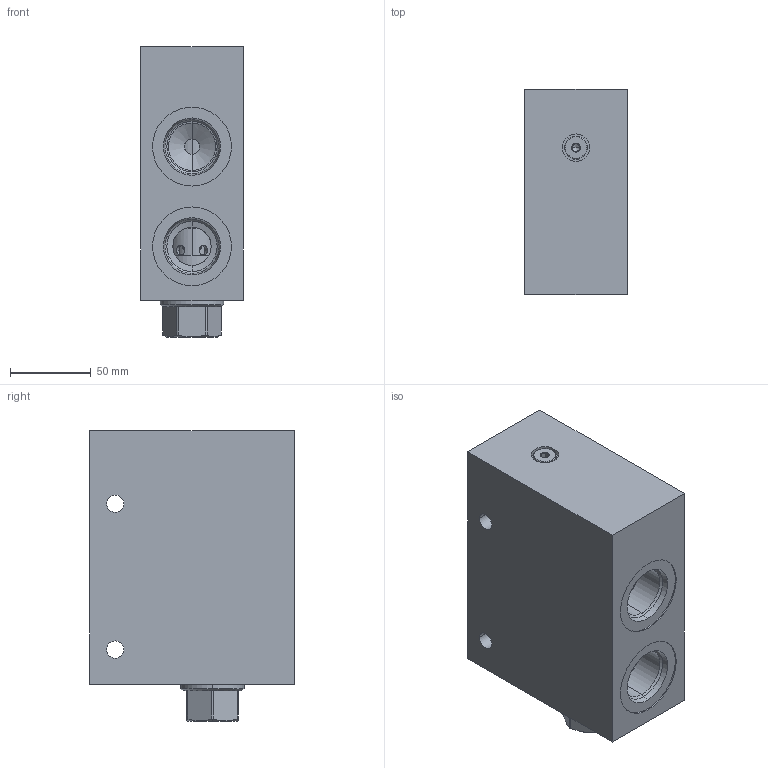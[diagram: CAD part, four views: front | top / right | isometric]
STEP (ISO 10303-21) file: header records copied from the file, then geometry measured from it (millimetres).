
FILE_DESCRIPTION((''),'2;1');
FILE_NAME('YGEBXANUM_ASM','2024-07-17T',('ProEService'),(''),'PRO/ENGINEER BY PARAMETRIC TECHNOLOGY CORPORATION, 2014200','PRO/ENGINEER BY PARAMETRIC TECHNOLOGY CORPORATION, 2014200','');
FILE_SCHEMA(('CONFIG_CONTROL_DESIGN'));
Length unit declared in the file: inch
Products named in the file (5): 152-226-004; A330-006-004; FSEHXAN; 280-038-125; YGEBXANUM_ASM
Assembly tree (6 placements, depth 2):
  YGEBXANUM_ASM
    152-226-004
    A330-006-004  x2
    FSEHXAN
    280-038-125  x2
Bounding box: 63.5 x 127 x 180.21 mm (x, y, z)
Volume: 1138653.1 mm3; surface area: 158766.6 mm2
Topology: 10 solids, 10 shells, 1129 faces, 2952 edges, 2025 vertices
Faces by surface type: cylinder 555, plane 223, torus 213, cone 122, revolution 14, sphere 2
Entity records: 45867 total; most frequent: CARTESIAN_POINT 18861, DIRECTION 5679, ORIENTED_EDGE 5248, EDGE_CURVE 2624, AXIS2_PLACEMENT_3D 2287, VERTEX_POINT 1616, EDGE_LOOP 1382, CIRCLE 1192
